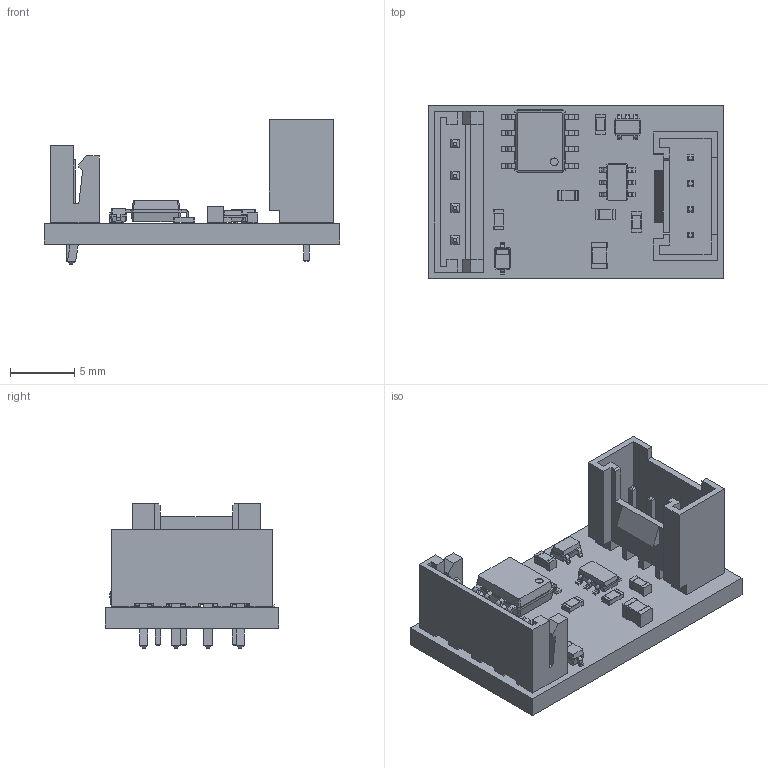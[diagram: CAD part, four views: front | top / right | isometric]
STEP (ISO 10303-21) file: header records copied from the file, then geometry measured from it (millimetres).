
FILE_DESCRIPTION(('KiCad electronic assembly'),'2;1');
FILE_NAME('M5Stack_UnitV2_DCDC&RS485.step','2021-11-20T00:48:07',( 'An Author'),('A Company'),'Open CASCADE STEP processor 6.9', 'KiCad to STEP converter','Unknown');
FILE_SCHEMA(('AUTOMOTIVE_DESIGN { 1 0 10303 214 1 1 1 1 }'));
Length unit declared in the file: millimetre
Products named in the file (20): Open CASCADE STEP translator 6.9 1; C_0603_1608Metric; SOLID; C_0805_2012Metric; D_SOD-323; Grove_Connector_(standing); JST_EH_B4B-EH-A_1x04_P2.50mm_Vertical; R_0603_1608Metric; SOT-353_SC-70-5; TSOT-23-6; SOIC-8_3.9x4.9mm_P1.27mm; COMPOUND
Assembly tree (22 placements, depth 3):
  Open CASCADE STEP translator 6.9 1
    C_0603_1608Metric  x3
      SOLID
    C_0805_2012Metric
      SOLID
    D_SOD-323
      SOLID
    Grove_Connector_(standing)
      SOLID
    JST_EH_B4B-EH-A_1x04_P2.50mm_Vertical
      SOLID
    R_0603_1608Metric  x2
      SOLID
    SOT-353_SC-70-5
      SOLID
    TSOT-23-6
      SOLID
    SOIC-8_3.9x4.9mm_P1.27mm
      SOLID
    COMPOUND
Bounding box: 23 x 13.5 x 11.2 mm (x, y, z)
Volume: 797.4 mm3; surface area: 1870.7 mm2
Topology: 13 solids, 13 shells, 893 faces, 2263 edges, 1422 vertices
Faces by surface type: plane 619, cylinder 157, bspline 117
Full cylindrical faces by diameter (mm): 0.6 x1, 0.762 x4, 0.95 x4
Entity records: 56118 total; most frequent: CARTESIAN_POINT 9869, DIRECTION 7369, LINE 5302, VECTOR 5302, ORIENTED_EDGE 4102, PCURVE 4102, DEFINITIONAL_REPRESENTATION 4102, EDGE_CURVE 2051
